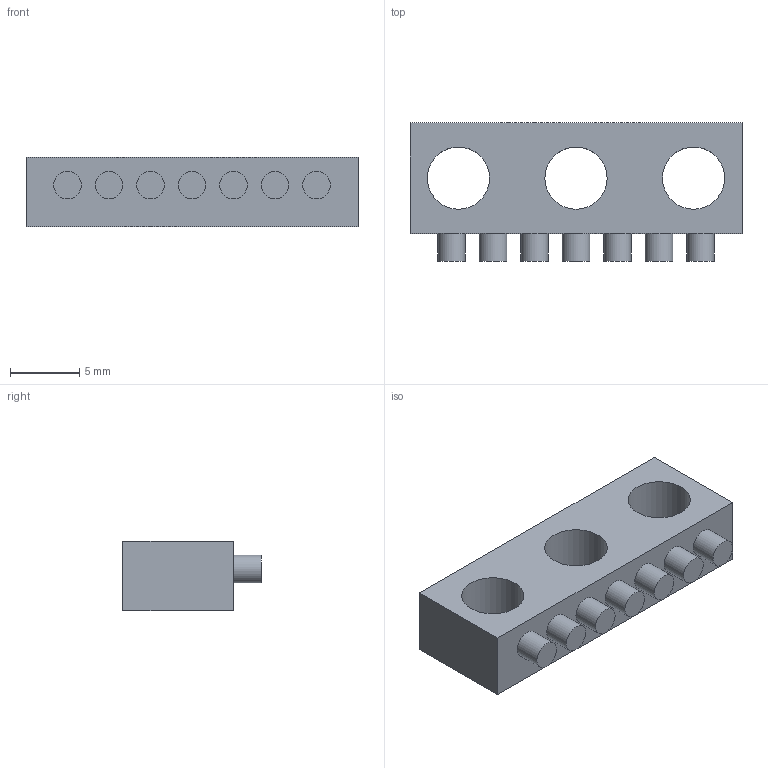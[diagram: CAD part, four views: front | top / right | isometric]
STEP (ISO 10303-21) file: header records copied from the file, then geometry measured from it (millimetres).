
FILE_DESCRIPTION(/* description */ (''),/* implementation_level */ '2;1');
FILE_NAME(/* name */ 'holder again.step',/* time_stamp */ '2025-06-23T19:46:25+05:30',/* author */ (''),/* organization */ (''),/* preprocessor_version */ 'ST-DEVELOPER v20.1',/* originating_system */ 'Autodesk Translation Framework v14.10.0.0',/* authorisation */ '');
FILE_SCHEMA (('AUTOMOTIVE_DESIGN { 1 0 10303 214 3 1 1 }'));
Length unit declared in the file: millimetre
Products named in the file (1): Case Infrared
Bounding box: 24 x 10 x 5 mm (x, y, z)
Volume: 765.4 mm3; surface area: 908.6 mm2
Topology: 1 solids, 1 shells, 23 faces, 42 edges, 28 vertices
Faces by surface type: plane 13, cylinder 10
Full cylindrical faces by diameter (mm): 2 x7, 4.5 x3
Entity records: 610 total; most frequent: DIRECTION 110, CARTESIAN_POINT 94, ORIENTED_EDGE 84, AXIS2_PLACEMENT_3D 44, EDGE_CURVE 42, EDGE_LOOP 36, VERTEX_POINT 28, FACE_OUTER_BOUND 23
